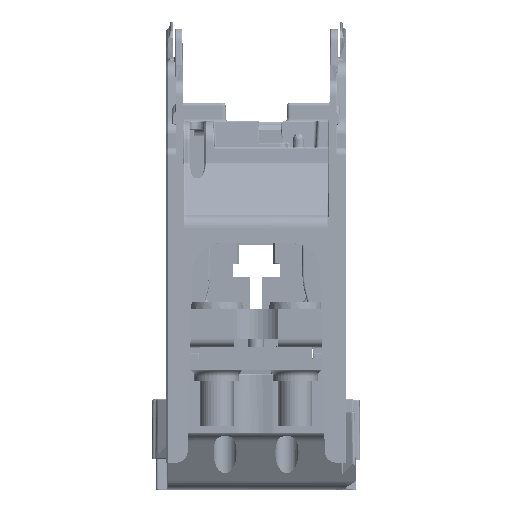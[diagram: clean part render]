
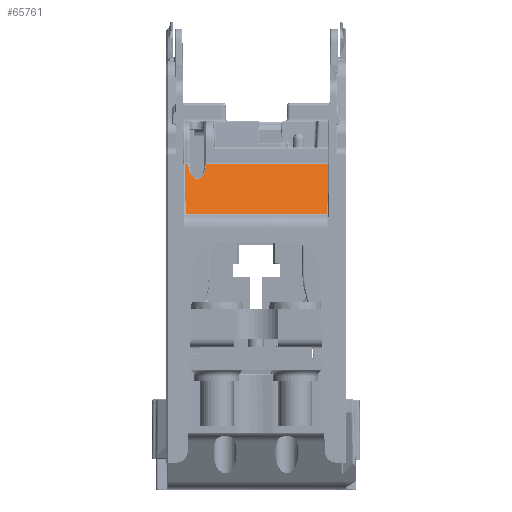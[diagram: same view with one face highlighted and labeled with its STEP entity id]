
A CAD part, top view. The second image highlights one B-rep face of the part: STEP entity #65761.
In plain terms, the highlighted face is planar.
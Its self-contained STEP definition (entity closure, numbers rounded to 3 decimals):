
#8521=DIRECTION('',(0.006,0.906,0.423));
#8522=VECTOR('',#8521,0.109);
#8523=CARTESIAN_POINT('',(16.489,-7.091,
-19.931));
#8524=LINE('',#8523,#8522);
#8543=CARTESIAN_POINT('',(13.327,-7.362,
-20.057));
#8544=CARTESIAN_POINT('',(13.374,-7.595,
-20.166));
#8545=CARTESIAN_POINT('',(13.466,-8.001,
-20.356));
#8546=CARTESIAN_POINT('',(13.615,-8.43,
-20.555));
#8547=CARTESIAN_POINT('',(13.719,-8.683,
-20.673));
#8548=CARTESIAN_POINT('',(13.927,-9.049,
-20.844));
#8549=CARTESIAN_POINT('',(14.118,-9.294,
-20.959));
#8550=CARTESIAN_POINT('',(14.398,-9.505,
-21.057));
#8551=CARTESIAN_POINT('',(14.657,-9.612,
-21.107));
#8552=CARTESIAN_POINT('',(14.959,-9.634,
-21.117));
#8553=CARTESIAN_POINT('',(15.254,-9.578,
-21.091));
#8554=CARTESIAN_POINT('',(15.569,-9.385,
-21.001));
#8555=CARTESIAN_POINT('',(15.799,-9.143,
-20.888));
#8556=CARTESIAN_POINT('',(16.031,-8.758,
-20.709));
#8557=CARTESIAN_POINT('',(16.148,-8.493,
-20.585));
#8558=CARTESIAN_POINT('',(16.308,-8.052,
-20.379));
#8559=CARTESIAN_POINT('',(16.409,-7.614,
-20.175));
#8560=CARTESIAN_POINT('',(16.461,-7.362,
-20.058));
#8565=CARTESIAN_POINT('',(16.461,-7.362,
-20.058));
#15030=DIRECTION('',(1.,0.001,0.));
#15031=VECTOR('',#15030,0.538);
#15032=CARTESIAN_POINT('',(16.49,-6.993,
-19.885));
#15033=LINE('',#15032,#15031);
#15053=CARTESIAN_POINT('',(16.489,-7.091,
-19.931));
#15054=CARTESIAN_POINT('',(16.489,-7.122,
-19.945));
#15055=CARTESIAN_POINT('',(16.486,-7.178,
-19.972));
#15056=CARTESIAN_POINT('',(16.479,-7.251,
-20.006));
#15057=CARTESIAN_POINT('',(16.47,-7.312,
-20.034));
#15058=CARTESIAN_POINT('',(16.464,-7.346,
-20.05));
#15059=CARTESIAN_POINT('',(16.461,-7.362,
-20.058));
#15064=CARTESIAN_POINT('',(13.327,-7.362,
-20.057));
#15065=CARTESIAN_POINT('',(13.324,-7.346,
-20.05));
#15066=CARTESIAN_POINT('',(13.317,-7.312,
-20.034));
#15067=CARTESIAN_POINT('',(13.309,-7.251,
-20.006));
#15068=CARTESIAN_POINT('',(13.302,-7.178,
-19.972));
#15069=CARTESIAN_POINT('',(13.299,-7.121,
-19.945));
#15070=CARTESIAN_POINT('',(13.299,-7.091,
-19.931));
#15075=DIRECTION('',(0.008,-0.906,-0.423));
#15076=VECTOR('',#15075,9.851);
#15077=CARTESIAN_POINT('',(-8.34,-6.992,
-19.885));
#15078=LINE('',#15077,#15076);
#15082=DIRECTION('',(0.008,0.906,0.423));
#15083=VECTOR('',#15082,9.851);
#15084=CARTESIAN_POINT('',(16.95,-15.92,
-24.048));
#15085=LINE('',#15084,#15083);
#15097=CARTESIAN_POINT('',(13.327,-7.362,
-20.057));
#15106=DIRECTION('',(0.005,-0.906,-0.423));
#15107=VECTOR('',#15106,0.109);
#15108=CARTESIAN_POINT('',(13.298,-6.992,
-19.885));
#15109=LINE('',#15108,#15107);
#15152=CARTESIAN_POINT('',(13.298,-6.992,
-19.885));
#15178=DIRECTION('',(1.,0.,0.));
#15179=VECTOR('',#15178,21.638);
#15180=CARTESIAN_POINT('',(-8.34,-6.992,
-19.885));
#15181=LINE('',#15180,#15179);
#16021=DIRECTION('',(-1.,0.,0.));
#16022=VECTOR('',#16021,25.212);
#16023=CARTESIAN_POINT('',(16.95,-15.92,
-24.048));
#16024=LINE('',#16023,#16022);
#44598=VERTEX_POINT('',#15152);
#44632=CARTESIAN_POINT('',(16.49,-6.993,
-19.885));
#44634=VERTEX_POINT('',#44632);
#44635=CARTESIAN_POINT('',(16.489,-7.091,
-19.931));
#44637=VERTEX_POINT('',#44635);
#44639=VERTEX_POINT('',#8565);
#44644=VERTEX_POINT('',#15097);
#45680=CARTESIAN_POINT('',(17.028,-6.992,
-19.885));
#45681=VERTEX_POINT('',#45680);
#45682=VERTEX_POINT('',#15070);
#45683=CARTESIAN_POINT('',(-8.34,-6.992,
-19.885));
#45684=VERTEX_POINT('',#45683);
#45685=CARTESIAN_POINT('',(-8.262,-15.92,
-24.048));
#45686=VERTEX_POINT('',#45685);
#45687=CARTESIAN_POINT('',(16.95,-15.92,
-24.048));
#45688=VERTEX_POINT('',#45687);
#65738=CARTESIAN_POINT('',(-11.456,-16.1,
-24.132));
#65739=DIRECTION('',(0.,0.423,-0.906));
#65740=DIRECTION('',(0.,0.906,0.423));
#65741=AXIS2_PLACEMENT_3D('',#65738,#65739,#65740);
#65742=PLANE('',#65741);
#65743=ORIENTED_EDGE('',*,*,#65723,.F.);
#65744=ORIENTED_EDGE('',*,*,#58606,.F.);
#65745=ORIENTED_EDGE('',*,*,#58659,.T.);
#65746=ORIENTED_EDGE('',*,*,#58828,.F.);
#65748=ORIENTED_EDGE('',*,*,#65747,.T.);
#65750=ORIENTED_EDGE('',*,*,#65749,.F.);
#65752=ORIENTED_EDGE('',*,*,#65751,.F.);
#65754=ORIENTED_EDGE('',*,*,#65753,.T.);
#65756=ORIENTED_EDGE('',*,*,#65755,.F.);
#65758=ORIENTED_EDGE('',*,*,#65757,.T.);
#65759=EDGE_LOOP('',(#65743,#65744,#65745,#65746,#65748,#65750,#65752,#65754,
#65756,#65758));
#65760=FACE_OUTER_BOUND('',#65759,.F.);
#8561=B_SPLINE_CURVE_WITH_KNOTS('',3,(#8543,#8544,#8545,#8546,#8547,#8548,#8549,
#8550,#8551,#8552,#8553,#8554,#8555,#8556,#8557,#8558,#8559,#8560),
.UNSPECIFIED.,.F.,.F.,(4,1,1,1,1,1,1,1,1,1,1,1,1,1,1,4),(0.,0.067,
0.133,0.2,0.267,0.333,0.4,
0.467,0.533,0.6,0.667,0.733,
0.8,0.867,0.933,1.),.UNSPECIFIED.);
#15060=B_SPLINE_CURVE_WITH_KNOTS('',3,(#15053,#15054,#15055,#15056,#15057,
#15058,#15059),.UNSPECIFIED.,.F.,.F.,(4,1,1,1,4),(0.,0.25,
0.5,0.75,1.),.UNSPECIFIED.);
#15071=B_SPLINE_CURVE_WITH_KNOTS('',3,(#15064,#15065,#15066,#15067,#15068,
#15069,#15070),.UNSPECIFIED.,.F.,.F.,(4,1,1,1,4),(0.,0.25,
0.5,0.75,1.),.UNSPECIFIED.);
#58606=EDGE_CURVE('',#44637,#44634,#8524,.T.);
#58659=EDGE_CURVE('',#44637,#44639,#15060,.T.);
#58828=EDGE_CURVE('',#44644,#44639,#8561,.T.);
#65723=EDGE_CURVE('',#44634,#45681,#15033,.T.);
#65747=EDGE_CURVE('',#44644,#45682,#15071,.T.);
#65749=EDGE_CURVE('',#44598,#45682,#15109,.T.);
#65751=EDGE_CURVE('',#45684,#44598,#15181,.T.);
#65753=EDGE_CURVE('',#45684,#45686,#15078,.T.);
#65755=EDGE_CURVE('',#45688,#45686,#16024,.T.);
#65757=EDGE_CURVE('',#45688,#45681,#15085,.T.);
#65761=ADVANCED_FACE('',(#65760),#65742,.T.);
